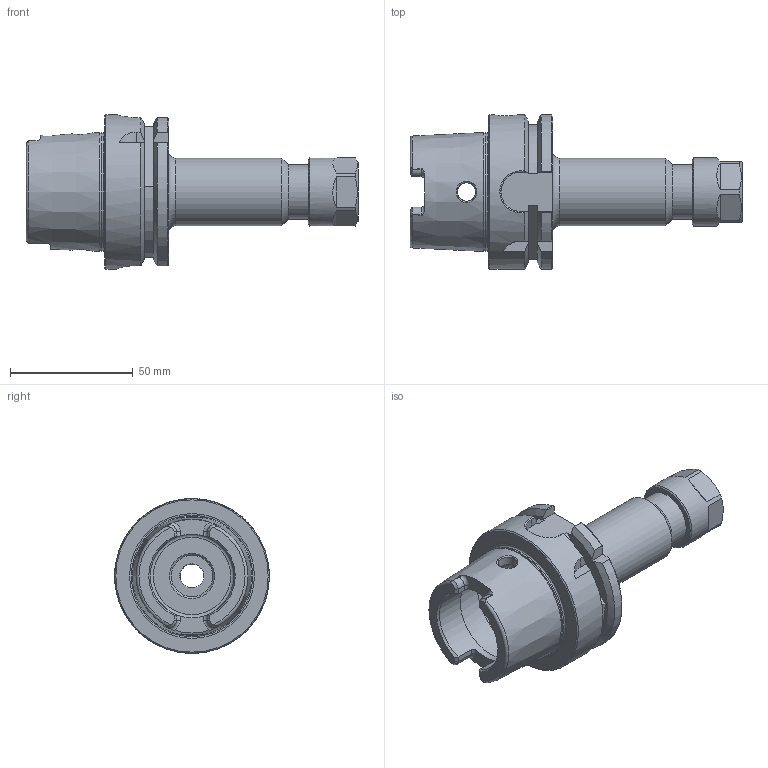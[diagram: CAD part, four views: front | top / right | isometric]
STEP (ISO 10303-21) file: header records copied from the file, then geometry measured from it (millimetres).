
FILE_DESCRIPTION((''),'2;1');
FILE_NAME('H63-16ERP406.stp','2014-08-21T10:16:11',('kaykin'),(''),'Autodesk Inventor 2012','Autodesk Inventor 2012','');
FILE_SCHEMA(('AUTOMOTIVE_DESIGN { 1 0 10303 214 1 1 1 1 }'));
Length unit declared in the file: inch
Products named in the file (3): H63-16ERP406; H63-16ER4-1; 16ERHPN
Assembly tree (2 placements, depth 2):
  H63-16ERP406
    H63-16ER4-1
    16ERHPN
Bounding box: 135.12 x 63 x 63 mm (x, y, z)
Volume: 115648.7 mm3; surface area: 34550.2 mm2
Topology: 3 solids, 3 shells, 181 faces, 449 edges, 281 vertices
Faces by surface type: plane 77, cylinder 46, cone 33, torus 18, bspline 7
Full cylindrical faces by diameter (mm): 7.5 x2, 9.728 x1, 10 x1, 11.176 x1, 12.04 x1, 16.002 x1, 16.916 x1, 17.01 x1, 17.112 x1, 17.272 x1, 19.016 x1, 20.066 x1, 20.168 x1, 20.676 x1, 22 x1, 22.428 x1, 27.432 x1, 27.737 x1, 34 x2, 40 x1, 48.041 x1, 63 x1
Entity records: 5873 total; most frequent: CARTESIAN_POINT 1687, DIRECTION 828, ORIENTED_EDGE 758, EDGE_CURVE 379, AXIS2_PLACEMENT_3D 341, VERTEX_POINT 266, EDGE_LOOP 253, FACE_OUTER_BOUND 181
